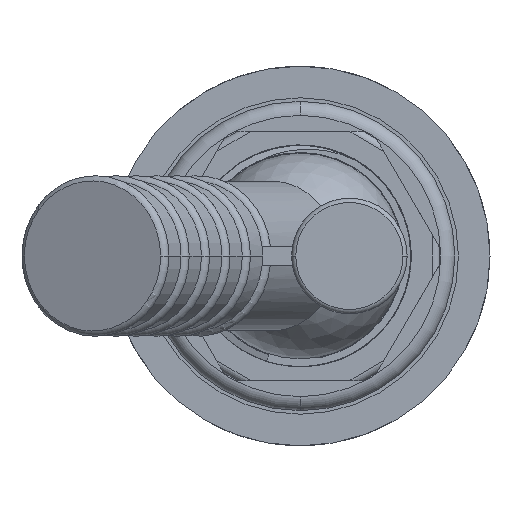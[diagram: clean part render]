
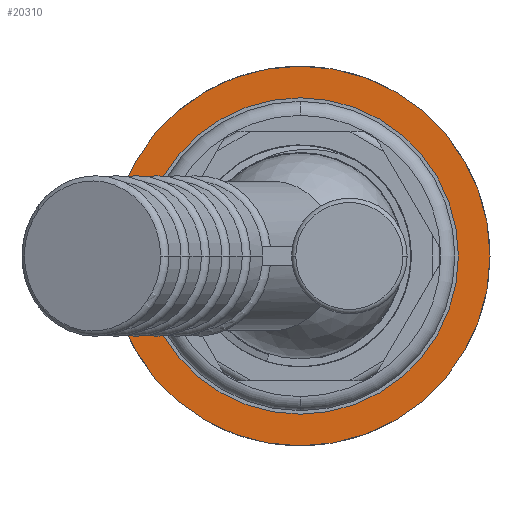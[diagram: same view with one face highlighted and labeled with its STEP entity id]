
A CAD part, front view. The second image highlights one B-rep face of the part: STEP entity #20310.
In plain terms, the highlighted planar face has unit normal (0, -1, 0).
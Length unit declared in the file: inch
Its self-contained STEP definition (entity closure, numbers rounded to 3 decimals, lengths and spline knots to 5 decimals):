
#2504=CARTESIAN_POINT('',(0.,0.,0.));
#2505=DIRECTION('',(0.,1.,0.));
#2506=DIRECTION('',(1.,0.,0.));
#2507=AXIS2_PLACEMENT_3D('',#2504,#2505,#2506);
#2512=CARTESIAN_POINT('',(0.,0.,0.));
#2513=DIRECTION('',(0.,-1.,0.));
#2514=DIRECTION('',(1.,0.,0.));
#2515=AXIS2_PLACEMENT_3D('',#2512,#2513,#2514);
#2520=CARTESIAN_POINT('',(0.,0.,0.));
#2521=DIRECTION('',(0.,1.,0.));
#2522=DIRECTION('',(-0.528,0.,-0.849));
#2523=AXIS2_PLACEMENT_3D('',#2520,#2521,#2522);
#2600=CARTESIAN_POINT('',(-0.37513,0.,0.50551));
#2601=CARTESIAN_POINT('',(-0.3582,0.,0.51639));
#2602=CARTESIAN_POINT('',(-0.32358,0.,0.53635));
#2603=CARTESIAN_POINT('',(-0.26929,0.,0.56108));
#2604=CARTESIAN_POINT('',(-0.21312,0.,0.58042));
#2605=CARTESIAN_POINT('',(-0.15554,0.,0.59422));
#2606=CARTESIAN_POINT('',(-0.09735,0.,0.60235));
#2607=CARTESIAN_POINT('',(-0.03887,0.,0.60485));
#2608=CARTESIAN_POINT('',(0.01933,0.,0.60169));
#2609=CARTESIAN_POINT('',(0.0765,0.,0.59301));
#2610=CARTESIAN_POINT('',(0.13251,0.,0.57885));
#2611=CARTESIAN_POINT('',(0.16839,0.,0.56596));
#2612=CARTESIAN_POINT('',(0.18603,0.,0.55864));
#2617=CARTESIAN_POINT('',(0.18603,0.,0.55864));
#2618=CARTESIAN_POINT('',(0.20567,0.,0.5521));
#2619=CARTESIAN_POINT('',(0.24401,0.,0.53705));
#2620=CARTESIAN_POINT('',(0.29906,0.,0.50846));
#2621=CARTESIAN_POINT('',(0.35065,0.,0.47435));
#2622=CARTESIAN_POINT('',(0.39855,0.,0.43488));
#2623=CARTESIAN_POINT('',(0.4419,0.,0.39075));
#2624=CARTESIAN_POINT('',(0.48047,0.,0.34222));
#2625=CARTESIAN_POINT('',(0.51373,0.,0.2899));
#2626=CARTESIAN_POINT('',(0.54125,0.,0.23454));
#2627=CARTESIAN_POINT('',(0.56291,0.,0.17633));
#2628=CARTESIAN_POINT('',(0.57827,0.,0.11647));
#2629=CARTESIAN_POINT('',(0.58731,0.,0.05509));
#2630=CARTESIAN_POINT('',(0.58984,0.,-0.00684));
#2631=CARTESIAN_POINT('',(0.58589,0.,-0.06854));
#2632=CARTESIAN_POINT('',(0.57543,0.,-0.12979));
#2633=CARTESIAN_POINT('',(0.55871,0.,-0.18923));
#2634=CARTESIAN_POINT('',(0.53572,0.,-0.24692));
#2635=CARTESIAN_POINT('',(0.50688,0.,-0.30171));
#2636=CARTESIAN_POINT('',(0.47249,0.,-0.35316));
#2637=CARTESIAN_POINT('',(0.43273,0.,-0.40089));
#2638=CARTESIAN_POINT('',(0.38845,0.,-0.44393));
#2639=CARTESIAN_POINT('',(0.33962,0.,-0.48232));
#2640=CARTESIAN_POINT('',(0.2872,0.,-0.51524));
#2641=CARTESIAN_POINT('',(0.25023,0.,-0.53338));
#2642=CARTESIAN_POINT('',(0.2312,0.,-0.54151));
#2742=CARTESIAN_POINT('',(0.2312,0.,-0.54151));
#2743=CARTESIAN_POINT('',(0.21422,0.,-0.55025));
#2744=CARTESIAN_POINT('',(0.17951,0.,-0.56603));
#2745=CARTESIAN_POINT('',(0.12515,0.,-0.58466));
#2746=CARTESIAN_POINT('',(0.06874,0.,-0.59806));
#2747=CARTESIAN_POINT('',(0.01116,0.,-0.60596));
#2748=CARTESIAN_POINT('',(-0.04722,0.,-0.60831));
#2749=CARTESIAN_POINT('',(-0.10594,0.,-0.605));
#2750=CARTESIAN_POINT('',(-0.16428,0.,-0.59603));
#2751=CARTESIAN_POINT('',(-0.22181,0.,-0.58146));
#2752=CARTESIAN_POINT('',(-0.2784,0.,-0.56114));
#2753=CARTESIAN_POINT('',(-0.31463,0.,-0.54404));
#2754=CARTESIAN_POINT('',(-0.33243,0.,-0.53457));
#16481=CARTESIAN_POINT('',(1.08,0.,0.));
#16482=CARTESIAN_POINT('',(-1.08,0.,0.));
#16483=VERTEX_POINT('',#16481);
#16484=VERTEX_POINT('',#16482);
#16706=VERTEX_POINT('',#2600);
#16707=VERTEX_POINT('',#2612);
#16708=VERTEX_POINT('',#2642);
#16709=VERTEX_POINT('',#2754);
#20291=CARTESIAN_POINT('',(0.,0.,0.));
#20292=DIRECTION('',(0.,-1.,0.));
#20293=DIRECTION('',(1.,0.,0.));
#20294=AXIS2_PLACEMENT_3D('',#20291,#20292,#20293);
#20295=PLANE('',#20294);
#20296=ORIENTED_EDGE('',*,*,#20259,.T.);
#20297=ORIENTED_EDGE('',*,*,#20277,.F.);
#20298=EDGE_LOOP('',(#20296,#20297));
#20299=FACE_OUTER_BOUND('',#20298,.F.);
#20301=ORIENTED_EDGE('',*,*,#20300,.F.);
#20303=ORIENTED_EDGE('',*,*,#20302,.F.);
#20305=ORIENTED_EDGE('',*,*,#20304,.F.);
#20307=ORIENTED_EDGE('',*,*,#20306,.F.);
#20308=EDGE_LOOP('',(#20301,#20303,#20305,#20307));
#20309=FACE_BOUND('',#20308,.F.);
#2508=CIRCLE('',#2507,1.08);
#2516=CIRCLE('',#2515,1.08);
#2524=CIRCLE('',#2523,0.6295);
#2613=B_SPLINE_CURVE_WITH_KNOTS('',3,(#2600,#2601,#2602,#2603,#2604,#2605,#2606,
#2607,#2608,#2609,#2610,#2611,#2612),.UNSPECIFIED.,.F.,.F.,(4,1,1,1,1,1,1,1,1,1,
4),(0.,0.1,0.2,0.3,0.4,0.5,0.6,0.7,0.8,0.9,1.),
.UNSPECIFIED.);
#2643=B_SPLINE_CURVE_WITH_KNOTS('',3,(#2617,#2618,#2619,#2620,#2621,#2622,#2623,
#2624,#2625,#2626,#2627,#2628,#2629,#2630,#2631,#2632,#2633,#2634,#2635,#2636,
#2637,#2638,#2639,#2640,#2641,#2642),.UNSPECIFIED.,.F.,.F.,(4,1,1,1,1,1,1,1,1,1,
1,1,1,1,1,1,1,1,1,1,1,1,1,4),(0.,0.04348,0.08696,
0.13043,0.17391,0.21739,0.26087,
0.30435,0.34783,0.3913,0.43478,
0.47826,0.52174,0.56522,0.6087,
0.65217,0.69565,0.73913,0.78261,
0.82609,0.86957,0.91304,0.95652,1.),
.UNSPECIFIED.);
#2755=B_SPLINE_CURVE_WITH_KNOTS('',3,(#2742,#2743,#2744,#2745,#2746,#2747,#2748,
#2749,#2750,#2751,#2752,#2753,#2754),.UNSPECIFIED.,.F.,.F.,(4,1,1,1,1,1,1,1,1,1,
4),(0.,0.1,0.2,0.3,0.4,0.5,0.6,0.7,0.8,0.9,1.),
.UNSPECIFIED.);
#20259=EDGE_CURVE('',#16483,#16484,#2508,.T.);
#20277=EDGE_CURVE('',#16483,#16484,#2516,.T.);
#20300=EDGE_CURVE('',#16709,#16706,#2524,.T.);
#20302=EDGE_CURVE('',#16708,#16709,#2755,.T.);
#20304=EDGE_CURVE('',#16707,#16708,#2643,.T.);
#20306=EDGE_CURVE('',#16706,#16707,#2613,.T.);
#20310=ADVANCED_FACE('',(#20299,#20309),#20295,.T.);
